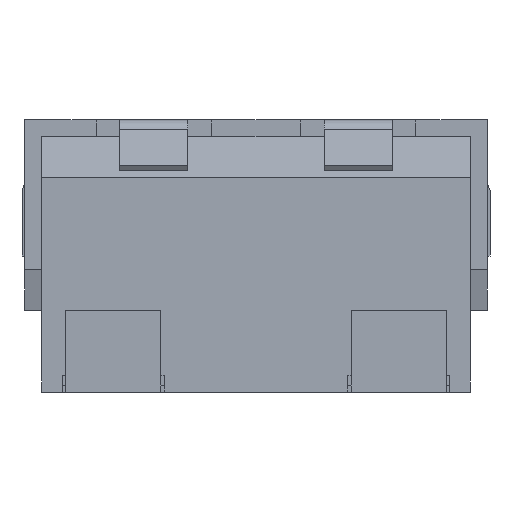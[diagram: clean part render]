
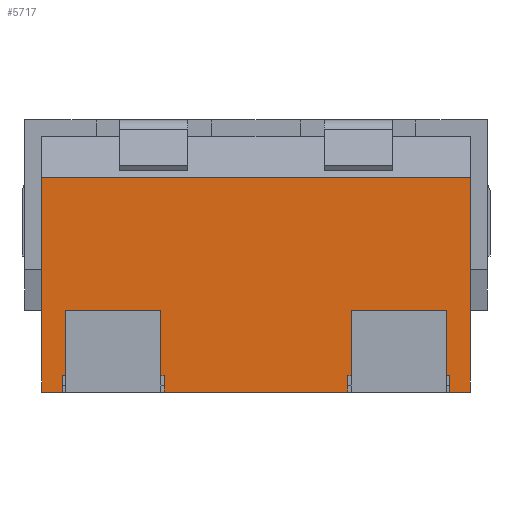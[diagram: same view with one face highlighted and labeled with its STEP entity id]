
A CAD part, front view. The second image highlights one B-rep face of the part: STEP entity #5717.
In plain terms, the highlighted planar face has unit normal (0, -1, 0).
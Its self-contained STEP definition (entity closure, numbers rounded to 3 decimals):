
#103=DIRECTION('',(0.,0.,-1.));
#104=VECTOR('',#103,1.58);
#105=CARTESIAN_POINT('',(-1.575,-1.63,-0.3));
#106=LINE('',#105,#104);
#1377=DIRECTION('',(0.,0.,-1.));
#1378=VECTOR('',#1377,1.58);
#1379=CARTESIAN_POINT('',(1.575,-1.63,-0.3));
#1380=LINE('',#1379,#1378);
#2436=DIRECTION('',(1.,0.,0.));
#2437=VECTOR('',#2436,0.15);
#2438=CARTESIAN_POINT('',(1.425,-1.63,-1.88));
#2439=LINE('',#2438,#2437);
#2471=DIRECTION('',(1.,0.,0.));
#2472=VECTOR('',#2471,1.35);
#2473=CARTESIAN_POINT('',(-0.675,-1.63,-1.88));
#2474=LINE('',#2473,#2472);
#2492=DIRECTION('',(1.,0.,0.));
#2493=VECTOR('',#2492,0.15);
#2494=CARTESIAN_POINT('',(-1.575,-1.63,-1.88));
#2495=LINE('',#2494,#2493);
#2520=DIRECTION('',(-1.,0.,0.));
#2521=VECTOR('',#2520,0.7);
#2522=CARTESIAN_POINT('',(-0.7,-1.63,-1.28));
#2523=LINE('',#2522,#2521);
#2527=DIRECTION('',(0.,0.,-1.));
#2528=VECTOR('',#2527,0.48);
#2529=CARTESIAN_POINT('',(-1.4,-1.63,-1.28));
#2530=LINE('',#2529,#2528);
#2534=DIRECTION('',(-1.,0.,0.));
#2535=VECTOR('',#2534,0.025);
#2536=CARTESIAN_POINT('',(-1.4,-1.63,-1.76));
#2537=LINE('',#2536,#2535);
#2541=DIRECTION('',(0.,0.,1.));
#2542=VECTOR('',#2541,0.12);
#2543=CARTESIAN_POINT('',(-1.425,-1.63,-1.88));
#2544=LINE('',#2543,#2542);
#2548=DIRECTION('',(1.,0.,0.));
#2549=VECTOR('',#2548,3.15);
#2550=CARTESIAN_POINT('',(-1.575,-1.63,-0.3));
#2551=LINE('',#2550,#2549);
#2555=DIRECTION('',(0.,0.,1.));
#2556=VECTOR('',#2555,0.12);
#2557=CARTESIAN_POINT('',(1.425,-1.63,-1.88));
#2558=LINE('',#2557,#2556);
#2562=DIRECTION('',(-1.,0.,0.));
#2563=VECTOR('',#2562,0.025);
#2564=CARTESIAN_POINT('',(1.425,-1.63,-1.76));
#2565=LINE('',#2564,#2563);
#2569=DIRECTION('',(0.,0.,1.));
#2570=VECTOR('',#2569,0.48);
#2571=CARTESIAN_POINT('',(1.4,-1.63,-1.76));
#2572=LINE('',#2571,#2570);
#2576=DIRECTION('',(-1.,0.,0.));
#2577=VECTOR('',#2576,0.7);
#2578=CARTESIAN_POINT('',(1.4,-1.63,-1.28));
#2579=LINE('',#2578,#2577);
#2583=DIRECTION('',(0.,0.,-1.));
#2584=VECTOR('',#2583,0.48);
#2585=CARTESIAN_POINT('',(0.7,-1.63,-1.28));
#2586=LINE('',#2585,#2584);
#2590=DIRECTION('',(-1.,0.,0.));
#2591=VECTOR('',#2590,0.025);
#2592=CARTESIAN_POINT('',(0.7,-1.63,-1.76));
#2593=LINE('',#2592,#2591);
#2597=DIRECTION('',(0.,0.,1.));
#2598=VECTOR('',#2597,0.12);
#2599=CARTESIAN_POINT('',(0.675,-1.63,-1.88));
#2600=LINE('',#2599,#2598);
#2604=DIRECTION('',(0.,0.,1.));
#2605=VECTOR('',#2604,0.12);
#2606=CARTESIAN_POINT('',(-0.675,-1.63,-1.88));
#2607=LINE('',#2606,#2605);
#2611=DIRECTION('',(-1.,0.,0.));
#2612=VECTOR('',#2611,0.025);
#2613=CARTESIAN_POINT('',(-0.675,-1.63,-1.76));
#2614=LINE('',#2613,#2612);
#2618=DIRECTION('',(0.,0.,1.));
#2619=VECTOR('',#2618,0.48);
#2620=CARTESIAN_POINT('',(-0.7,-1.63,-1.76));
#2621=LINE('',#2620,#2619);
#3253=CARTESIAN_POINT('',(-1.575,-1.63,-0.3));
#3254=VERTEX_POINT('',#3253);
#3255=CARTESIAN_POINT('',(-1.575,-1.63,-1.88));
#3256=VERTEX_POINT('',#3255);
#3269=CARTESIAN_POINT('',(1.575,-1.63,-0.3));
#3270=VERTEX_POINT('',#3269);
#3271=CARTESIAN_POINT('',(1.575,-1.63,-1.88));
#3272=VERTEX_POINT('',#3271);
#3681=CARTESIAN_POINT('',(1.425,-1.63,-1.88));
#3682=CARTESIAN_POINT('',(1.425,-1.63,-1.76));
#3683=VERTEX_POINT('',#3681);
#3684=VERTEX_POINT('',#3682);
#3685=CARTESIAN_POINT('',(0.675,-1.63,-1.88));
#3686=CARTESIAN_POINT('',(0.675,-1.63,-1.76));
#3687=VERTEX_POINT('',#3685);
#3688=VERTEX_POINT('',#3686);
#3689=CARTESIAN_POINT('',(-0.675,-1.63,-1.88));
#3690=CARTESIAN_POINT('',(-0.675,-1.63,-1.76));
#3691=VERTEX_POINT('',#3689);
#3692=VERTEX_POINT('',#3690);
#3693=CARTESIAN_POINT('',(-1.425,-1.63,-1.88));
#3694=CARTESIAN_POINT('',(-1.425,-1.63,-1.76));
#3695=VERTEX_POINT('',#3693);
#3696=VERTEX_POINT('',#3694);
#3809=CARTESIAN_POINT('',(-0.7,-1.63,-1.28));
#3810=CARTESIAN_POINT('',(-1.4,-1.63,-1.28));
#3811=VERTEX_POINT('',#3809);
#3812=VERTEX_POINT('',#3810);
#3813=CARTESIAN_POINT('',(-1.4,-1.63,-1.76));
#3814=VERTEX_POINT('',#3813);
#3815=CARTESIAN_POINT('',(-0.7,-1.63,-1.76));
#3816=VERTEX_POINT('',#3815);
#3817=CARTESIAN_POINT('',(0.7,-1.63,-1.28));
#3818=CARTESIAN_POINT('',(0.7,-1.63,-1.76));
#3819=VERTEX_POINT('',#3817);
#3820=VERTEX_POINT('',#3818);
#3821=CARTESIAN_POINT('',(1.4,-1.63,-1.76));
#3822=CARTESIAN_POINT('',(1.4,-1.63,-1.28));
#3823=VERTEX_POINT('',#3821);
#3824=VERTEX_POINT('',#3822);
#5680=CARTESIAN_POINT('',(-1.575,-1.63,-0.3));
#5681=DIRECTION('',(0.,-1.,0.));
#5682=DIRECTION('',(0.,0.,-1.));
#5683=AXIS2_PLACEMENT_3D('',#5680,#5681,#5682);
#5684=PLANE('',#5683);
#5686=ORIENTED_EDGE('',*,*,#5685,.T.);
#5688=ORIENTED_EDGE('',*,*,#5687,.T.);
#5689=ORIENTED_EDGE('',*,*,#5360,.T.);
#5691=ORIENTED_EDGE('',*,*,#5690,.F.);
#5692=ORIENTED_EDGE('',*,*,#5621,.F.);
#5693=ORIENTED_EDGE('',*,*,#3846,.F.);
#5695=ORIENTED_EDGE('',*,*,#5694,.T.);
#5696=ORIENTED_EDGE('',*,*,#4636,.T.);
#5697=ORIENTED_EDGE('',*,*,#5587,.F.);
#5698=ORIENTED_EDGE('',*,*,#5669,.T.);
#5699=ORIENTED_EDGE('',*,*,#5308,.T.);
#5701=ORIENTED_EDGE('',*,*,#5700,.T.);
#5703=ORIENTED_EDGE('',*,*,#5702,.T.);
#5705=ORIENTED_EDGE('',*,*,#5704,.T.);
#5706=ORIENTED_EDGE('',*,*,#5328,.T.);
#5708=ORIENTED_EDGE('',*,*,#5707,.F.);
#5709=ORIENTED_EDGE('',*,*,#5606,.F.);
#5711=ORIENTED_EDGE('',*,*,#5710,.T.);
#5712=ORIENTED_EDGE('',*,*,#5340,.T.);
#5714=ORIENTED_EDGE('',*,*,#5713,.T.);
#5715=EDGE_LOOP('',(#5686,#5688,#5689,#5691,#5692,#5693,#5695,#5696,#5697,#5698,
#5699,#5701,#5703,#5705,#5706,#5708,#5709,#5711,#5712,#5714));
#5716=FACE_OUTER_BOUND('',#5715,.F.);
#5717=ADVANCED_FACE('',(#5716),#5684,.T.);
#3846=EDGE_CURVE('',#3254,#3256,#106,.T.);
#4636=EDGE_CURVE('',#3270,#3272,#1380,.T.);
#5308=EDGE_CURVE('',#3684,#3823,#2565,.T.);
#5328=EDGE_CURVE('',#3820,#3688,#2593,.T.);
#5340=EDGE_CURVE('',#3692,#3816,#2614,.T.);
#5360=EDGE_CURVE('',#3814,#3696,#2537,.T.);
#5587=EDGE_CURVE('',#3683,#3272,#2439,.T.);
#5606=EDGE_CURVE('',#3691,#3687,#2474,.T.);
#5621=EDGE_CURVE('',#3256,#3695,#2495,.T.);
#5669=EDGE_CURVE('',#3683,#3684,#2558,.T.);
#5685=EDGE_CURVE('',#3811,#3812,#2523,.T.);
#5687=EDGE_CURVE('',#3812,#3814,#2530,.T.);
#5690=EDGE_CURVE('',#3695,#3696,#2544,.T.);
#5694=EDGE_CURVE('',#3254,#3270,#2551,.T.);
#5700=EDGE_CURVE('',#3823,#3824,#2572,.T.);
#5702=EDGE_CURVE('',#3824,#3819,#2579,.T.);
#5704=EDGE_CURVE('',#3819,#3820,#2586,.T.);
#5707=EDGE_CURVE('',#3687,#3688,#2600,.T.);
#5710=EDGE_CURVE('',#3691,#3692,#2607,.T.);
#5713=EDGE_CURVE('',#3816,#3811,#2621,.T.);
